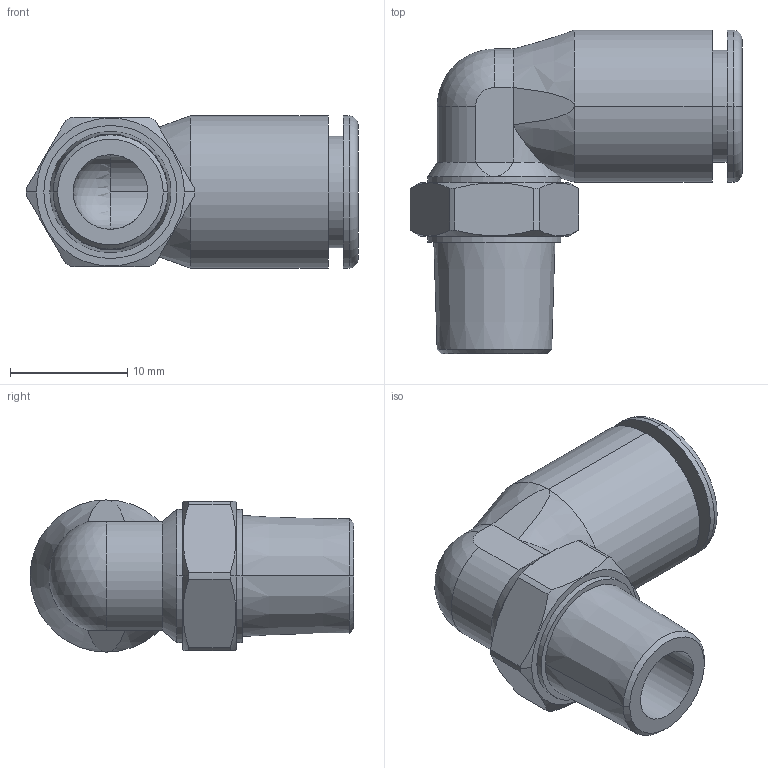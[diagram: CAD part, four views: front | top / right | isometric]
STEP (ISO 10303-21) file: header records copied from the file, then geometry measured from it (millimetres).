
FILE_DESCRIPTION((''),'2;1');
FILE_NAME('ILCP3012100','2006-11-21T',('KR'),(''),'PRO/ENGINEER BY PARAMETRIC TECHNOLOGY CORPORATION, 2005180','PRO/ENGINEER BY PARAMETRIC TECHNOLOGY CORPORATION, 2005180','');
FILE_SCHEMA(('AUTOMOTIVE_DESIGN_CC2 { 1 2 10303 214 -1 1 5 2 }'));
Length unit declared in the file: inch
Products named in the file (1): ILCP3012100
Bounding box: 28.27 x 27.56 x 12.95 mm (x, y, z)
Volume: 3018.4 mm3; surface area: 2659.8 mm2
Topology: 1 solids, 1 shells, 60 faces, 142 edges, 87 vertices
Faces by surface type: cylinder 24, plane 19, cone 13, sphere 2, torus 2
Entity records: 2069 total; most frequent: CARTESIAN_POINT 567, DIRECTION 300, ORIENTED_EDGE 280, EDGE_CURVE 140, AXIS2_PLACEMENT_3D 128, COLOUR_RGB 105, VERTEX_POINT 87, CIRCLE 68
